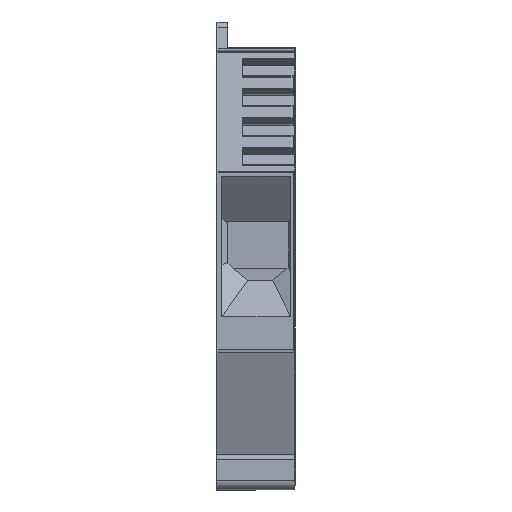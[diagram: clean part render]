
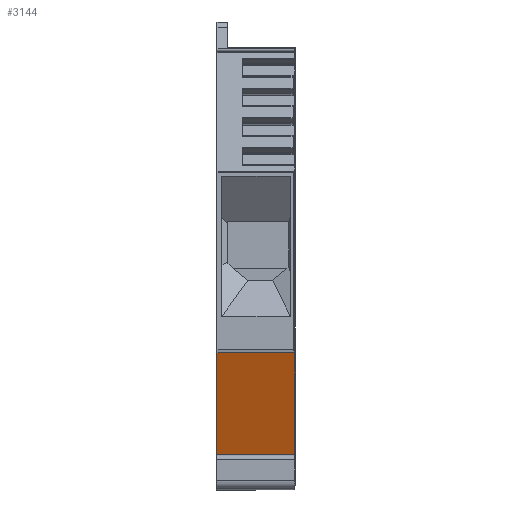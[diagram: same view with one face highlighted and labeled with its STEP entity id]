
A CAD part, front view. The second image highlights one B-rep face of the part: STEP entity #3144.
In plain terms, the highlighted planar face has unit normal (0, -0.927, -0.375).
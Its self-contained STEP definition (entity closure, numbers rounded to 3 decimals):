
#3116=AXIS2_PLACEMENT_3D('Plane Axis2P3D',#3113,#3114,#3115) ;
#565=CARTESIAN_POINT('Vertex',(7.9,0.2,13.576)) ;
#568=CARTESIAN_POINT('Line Origine',(7.9,2.313,8.347)) ;
#572=CARTESIAN_POINT('Vertex',(7.9,4.425,3.118)) ;
#3096=CARTESIAN_POINT('Vertex',(7.827,0.073,13.891)) ;
#3100=CARTESIAN_POINT('Control Point',(7.9,0.2,13.576)) ;
#3101=CARTESIAN_POINT('Control Point',(7.827,0.073,13.891)) ;
#3113=CARTESIAN_POINT('Axis2P3D Location',(7.9,4.425,3.118)) ;
#3118=CARTESIAN_POINT('Line Origine',(3.913,0.073,13.891)) ;
#3122=CARTESIAN_POINT('Vertex',(0.,0.073,13.891)) ;
#3125=CARTESIAN_POINT('Line Origine',(0.,2.249,8.504)) ;
#3129=CARTESIAN_POINT('Vertex',(0.,4.425,3.118)) ;
#3132=CARTESIAN_POINT('Line Origine',(3.95,4.425,3.118)) ;
#569=DIRECTION('Vector Direction',(0.,-0.375,0.927)) ;
#3114=DIRECTION('Axis2P3D Direction',(0.,-0.927,-0.375)) ;
#3115=DIRECTION('Axis2P3D XDirection',(0.,-0.375,0.927)) ;
#3119=DIRECTION('Vector Direction',(-1.,0.,0.)) ;
#3126=DIRECTION('Vector Direction',(0.,-0.375,0.927)) ;
#3133=DIRECTION('Vector Direction',(-1.,0.,0.)) ;
#570=VECTOR('Line Direction',#569,1.) ;
#3120=VECTOR('Line Direction',#3119,1.) ;
#3127=VECTOR('Line Direction',#3126,1.) ;
#3134=VECTOR('Line Direction',#3133,1.) ;
#3138=ORIENTED_EDGE('',*,*,#3124,.T.) ;
#3139=ORIENTED_EDGE('',*,*,#3131,.T.) ;
#3140=ORIENTED_EDGE('',*,*,#3136,.F.) ;
#3141=ORIENTED_EDGE('',*,*,#574,.F.) ;
#3142=ORIENTED_EDGE('',*,*,#3102,.F.) ;
#3144=ADVANCED_FACE('KLTR WTD6/1/EN.1\\Ergebnis von  Basisgeometrie KLTR WT...6/1/EN',(#3143),#3117,.T.) ;
#3099=B_SPLINE_CURVE_WITH_KNOTS('',1,(#3100,#3101),.UNSPECIFIED.,.F.,.U.,(2,2),(-0.174,0.174),.UNSPECIFIED.) ;
#574=EDGE_CURVE('',#566,#573,#571,.F.) ;
#3102=EDGE_CURVE('',#3097,#566,#3099,.F.) ;
#3124=EDGE_CURVE('',#3097,#3123,#3121,.T.) ;
#3131=EDGE_CURVE('',#3123,#3130,#3128,.F.) ;
#3136=EDGE_CURVE('',#573,#3130,#3135,.T.) ;
#3137=EDGE_LOOP('',(#3138,#3139,#3140,#3141,#3142)) ;
#3143=FACE_OUTER_BOUND('',#3137,.T.) ;
#571=LINE('Line',#568,#570) ;
#3121=LINE('Line',#3118,#3120) ;
#3128=LINE('Line',#3125,#3127) ;
#3135=LINE('Line',#3132,#3134) ;
#3117=PLANE('',#3116) ;
#566=VERTEX_POINT('',#565) ;
#573=VERTEX_POINT('',#572) ;
#3097=VERTEX_POINT('',#3096) ;
#3123=VERTEX_POINT('',#3122) ;
#3130=VERTEX_POINT('',#3129) ;
